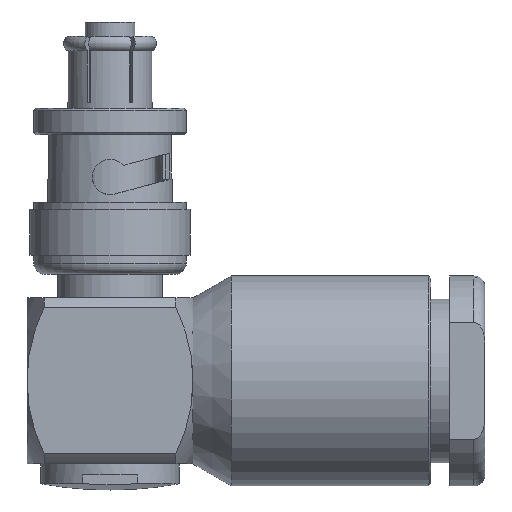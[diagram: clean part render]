
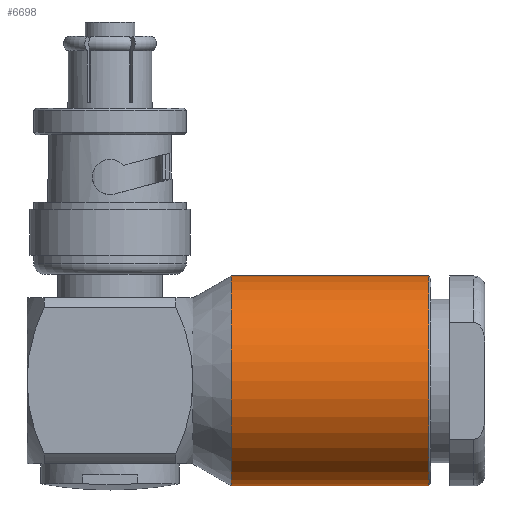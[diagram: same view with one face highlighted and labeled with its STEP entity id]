
A CAD part, top view. The second image highlights one B-rep face of the part: STEP entity #6698.
In plain terms, the highlighted cylindrical face has radius 9.5 mm (diameter 19 mm), a partial arc.
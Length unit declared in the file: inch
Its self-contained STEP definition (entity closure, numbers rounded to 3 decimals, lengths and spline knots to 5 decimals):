
#88 = VECTOR ( 'NONE', #1363, 39.37008 ) ;
#111 = AXIS2_PLACEMENT_3D ( 'NONE', #6848, #5050, #6804 ) ;
#215 = ORIENTED_EDGE ( 'NONE', *, *, #3534, .T. ) ;
#413 = VERTEX_POINT ( 'NONE', #3404 ) ;
#678 = AXIS2_PLACEMENT_3D ( 'NONE', #8234, #5638, #6295 ) ;
#1002 = AXIS2_PLACEMENT_3D ( 'NONE', #5570, #8119, #7566 ) ;
#1067 = ORIENTED_EDGE ( 'NONE', *, *, #7207, .T. ) ;
#1183 = CARTESIAN_POINT ( 'NONE',  ( 1.13386, 0.37402, 0. ) ) ;
#1363 = DIRECTION ( 'NONE',  ( -1., 0., 0. ) ) ;
#1417 = CIRCLE ( 'NONE', #1002, 0.37402 ) ;
#2025 = ORIENTED_EDGE ( 'NONE', *, *, #7813, .F. ) ;
#2684 = LINE ( 'NONE', #1183, #88 ) ;
#2933 = VERTEX_POINT ( 'NONE', #3505 ) ;
#2968 = FACE_OUTER_BOUND ( 'NONE', #3171, .T. ) ;
#3171 = EDGE_LOOP ( 'NONE', ( #6619, #1067, #2025, #215 ) ) ;
#3404 = CARTESIAN_POINT ( 'NONE',  ( 1.13386, -0.37402, 0. ) ) ;
#3505 = CARTESIAN_POINT ( 'NONE',  ( 0.43166, -0.37402, 0. ) ) ;
#3534 = EDGE_CURVE ( 'NONE', #413, #3733, #1417, .T. ) ;
#3652 = CYLINDRICAL_SURFACE ( 'NONE', #678, 0.37402 ) ;
#3678 = VERTEX_POINT ( 'NONE', #6468 ) ;
#3733 = VERTEX_POINT ( 'NONE', #5776 ) ;
#4770 = DIRECTION ( 'NONE',  ( -1., 0., 0. ) ) ;
#5050 = DIRECTION ( 'NONE',  ( 1., 0., 0. ) ) ;
#5570 = CARTESIAN_POINT ( 'NONE',  ( 1.13386, 0., 0. ) ) ;
#5638 = DIRECTION ( 'NONE',  ( 1., 0., 0. ) ) ;
#5696 = EDGE_CURVE ( 'NONE', #3733, #3678, #2684, .T. ) ;
#5776 = CARTESIAN_POINT ( 'NONE',  ( 1.13386, 0.37402, 0. ) ) ;
#6295 = DIRECTION ( 'NONE',  ( 0., -1., 0. ) ) ;
#6334 = VECTOR ( 'NONE', #4770, 39.37008 ) ;
#6468 = CARTESIAN_POINT ( 'NONE',  ( 0.43166, 0.37402, 0. ) ) ;
#6619 = ORIENTED_EDGE ( 'NONE', *, *, #5696, .T. ) ;
#6698 = ADVANCED_FACE ( 'NONE', ( #2968 ), #3652, .T. ) ;
#6804 = DIRECTION ( 'NONE',  ( 0., 1., 0. ) ) ;
#6848 = CARTESIAN_POINT ( 'NONE',  ( 0.43166, 0., 0. ) ) ;
#7207 = EDGE_CURVE ( 'NONE', #3678, #2933, #8523, .T. ) ;
#7373 = CARTESIAN_POINT ( 'NONE',  ( 1.13386, -0.37402, 0. ) ) ;
#7566 = DIRECTION ( 'NONE',  ( 0., -1., 0. ) ) ;
#7813 = EDGE_CURVE ( 'NONE', #413, #2933, #7980, .T. ) ;
#7980 = LINE ( 'NONE', #7373, #6334 ) ;
#8119 = DIRECTION ( 'NONE',  ( -1., 0., 0. ) ) ;
#8234 = CARTESIAN_POINT ( 'NONE',  ( -0.07244, 0., 0. ) ) ;
#8523 = CIRCLE ( 'NONE', #111, 0.37402 ) ;
